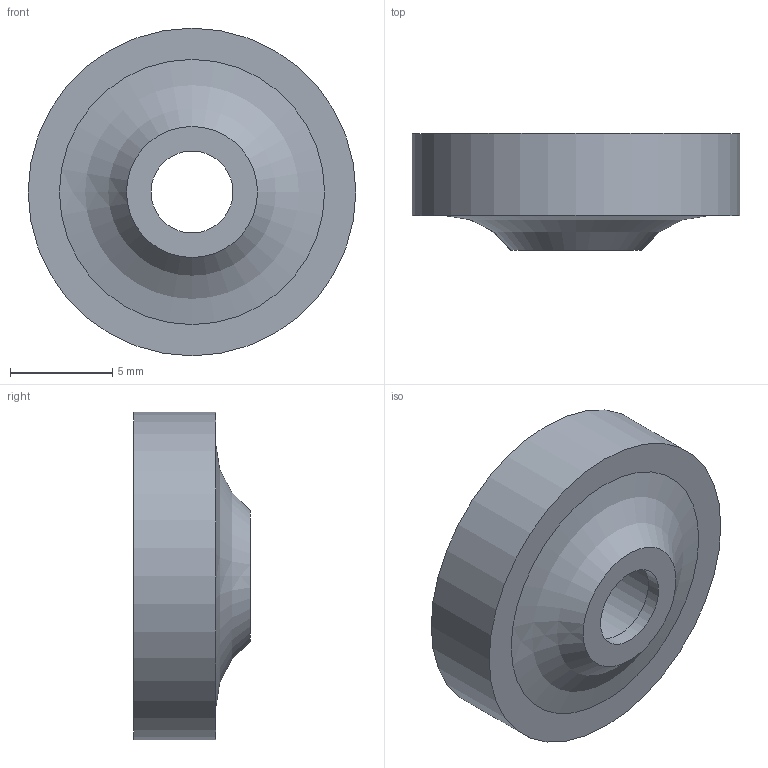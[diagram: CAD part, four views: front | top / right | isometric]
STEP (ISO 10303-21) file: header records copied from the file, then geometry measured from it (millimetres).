
FILE_DESCRIPTION(/* description */ (''),/* implementation_level */ '2;1');
FILE_NAME(/* name */ 'Rotorv6.step',/* time_stamp */ '2022-02-22T15:51:26+01:00',/* author */ (''),/* organization */ (''),/* preprocessor_version */ 'ST-DEVELOPER v18.1',/* originating_system */ 'Autodesk Translation Framework v10.13.0.1454',/* authorisation */ '');
FILE_SCHEMA (('AUTOMOTIVE_DESIGN { 1 0 10303 214 3 1 1 }'));
Length unit declared in the file: millimetre
Products named in the file (1): Rotor_v5_Alum/Plastic
Bounding box: 16 x 5.7 x 16 mm (x, y, z)
Volume: 347.2 mm3; surface area: 896.8 mm2
Topology: 1 solids, 1 shells, 12 faces, 18 edges, 12 vertices
Faces by surface type: plane 6, cylinder 5, torus 1
Full cylindrical faces by diameter (mm): 4 x1, 5 x1, 6.4 x1, 14.6 x1, 16 x1
Entity records: 319 total; most frequent: DIRECTION 57, CARTESIAN_POINT 43, ORIENTED_EDGE 36, AXIS2_PLACEMENT_3D 26, EDGE_LOOP 18, EDGE_CURVE 18, CIRCLE 13, FACE_OUTER_BOUND 12
